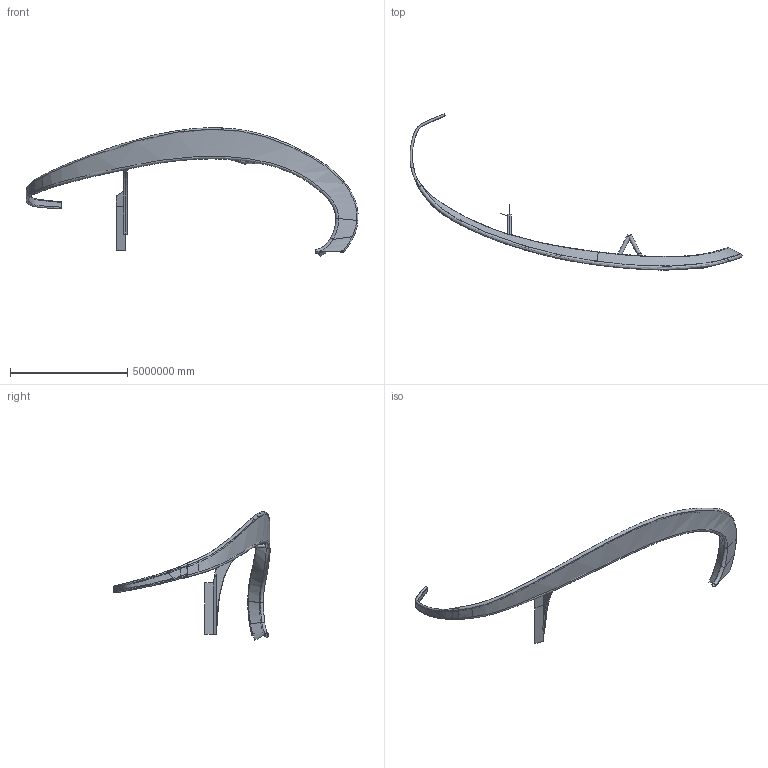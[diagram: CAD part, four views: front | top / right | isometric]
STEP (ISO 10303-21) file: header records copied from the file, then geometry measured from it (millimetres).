
FILE_DESCRIPTION(/* description */ (''),/* implementation_level */ '2;1');
FILE_NAME(/* name */ 'D16 Waterpark arc',/* time_stamp */ '2021-04-07T09:45:57+03:00',/* author */ (''),/* organization */ (''),/* preprocessor_version */ 'ST-DEVELOPER v16.5',/* originating_system */ '',/* authorisation */ '');
FILE_SCHEMA (('AUTOMOTIVE_DESIGN'));
Length unit declared in the file: metre
Products named in the file (1): Mobimar New logo strut
Bounding box: 14171129.51 x 6668798.14 x 5492800.78 mm (x, y, z)
Surface area: 72029735375626.9 mm2 (no closed solid volume)
Topology: 0 solids, 36 shells, 53 faces, 185 edges, 151 vertices
Faces by surface type: bspline 52, plane 1
Entity records: 17384 total; most frequent: CARTESIAN_POINT 16101, ORIENTED_EDGE 226, EDGE_CURVE 187, VERTEX_POINT 153, B_SPLINE_CURVE_WITH_KNOTS 112, ADVANCED_FACE 53, FACE_OUTER_BOUND 53, EDGE_LOOP 53
